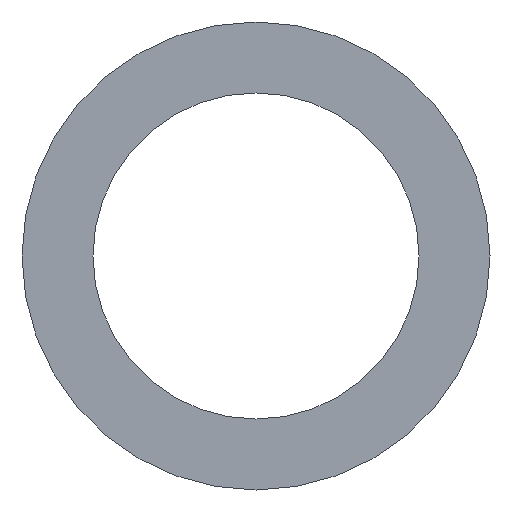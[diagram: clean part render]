
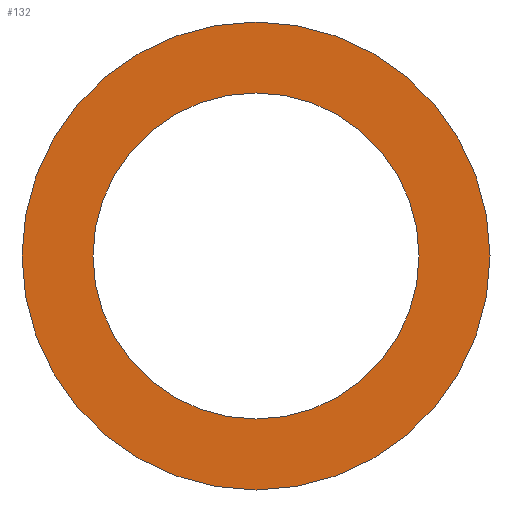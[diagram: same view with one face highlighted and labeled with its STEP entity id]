
A CAD part, left-side view. The second image highlights one B-rep face of the part: STEP entity #132.
In plain terms, the highlighted planar face has unit normal (-1, 0, 0).
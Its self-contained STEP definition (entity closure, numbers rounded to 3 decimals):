
#86 = EDGE_CURVE( '', #98, #102, #199, .T. );
#98 = VERTEX_POINT( '', #213 );
#102 = VERTEX_POINT( '', #218 );
#116 = EDGE_CURVE( '', #102, #98, #236, .T. );
#124 = VERTEX_POINT( '', #244 );
#126 = EDGE_CURVE( '', #124, #128, #246, .T. );
#128 = VERTEX_POINT( '', #248 );
#132 = ADVANCED_FACE( '', ( #252, #253 ), #254, .T. );
#166 = EDGE_CURVE( '', #128, #124, #292, .T. );
#199 = CIRCLE( '', #320, 185. );
#213 = CARTESIAN_POINT( '', ( -238., 185., 0. ) );
#218 = CARTESIAN_POINT( '', ( -238., -185., 0. ) );
#236 = CIRCLE( '', #363, 185. );
#244 = CARTESIAN_POINT( '', ( -238., 128.9, 0. ) );
#246 = CIRCLE( '', #378, 128.9 );
#248 = CARTESIAN_POINT( '', ( -238., -128.9, 0. ) );
#252 = FACE_BOUND( '', #385, .T. );
#253 = FACE_OUTER_BOUND( '', #386, .T. );
#254 = PLANE( '', #387 );
#292 = CIRCLE( '', #437, 128.9 );
#320 = AXIS2_PLACEMENT_3D( '', #454, #455, #456 );
#363 = AXIS2_PLACEMENT_3D( '', #510, #511, #512 );
#378 = AXIS2_PLACEMENT_3D( '', #520, #521, #522 );
#385 = EDGE_LOOP( '', ( #527, #528 ) );
#386 = EDGE_LOOP( '', ( #529, #530 ) );
#387 = AXIS2_PLACEMENT_3D( '', #531, #532, #533 );
#437 = AXIS2_PLACEMENT_3D( '', #575, #576, #577 );
#454 = CARTESIAN_POINT( '', ( -238., 0., 0. ) );
#455 = DIRECTION( '', ( -1., 0., 0. ) );
#456 = DIRECTION( '', ( 0., 1., 0. ) );
#510 = CARTESIAN_POINT( '', ( -238., 0., 0. ) );
#511 = DIRECTION( '', ( -1., 0., 0. ) );
#512 = DIRECTION( '', ( 0., 1., 0. ) );
#520 = CARTESIAN_POINT( '', ( -238., 0., 0. ) );
#521 = DIRECTION( '', ( -1., 0., 0. ) );
#522 = DIRECTION( '', ( 0., 1., 0. ) );
#527 = ORIENTED_EDGE( '', *, *, #126, .F. );
#528 = ORIENTED_EDGE( '', *, *, #166, .F. );
#529 = ORIENTED_EDGE( '', *, *, #86, .T. );
#530 = ORIENTED_EDGE( '', *, *, #116, .T. );
#531 = CARTESIAN_POINT( '', ( -238., 156.95, 0. ) );
#532 = DIRECTION( '', ( -1., 0., 0. ) );
#533 = DIRECTION( '', ( 0., 1., 0. ) );
#575 = CARTESIAN_POINT( '', ( -238., 0., 0. ) );
#576 = DIRECTION( '', ( -1., 0., 0. ) );
#577 = DIRECTION( '', ( 0., 1., 0. ) );
